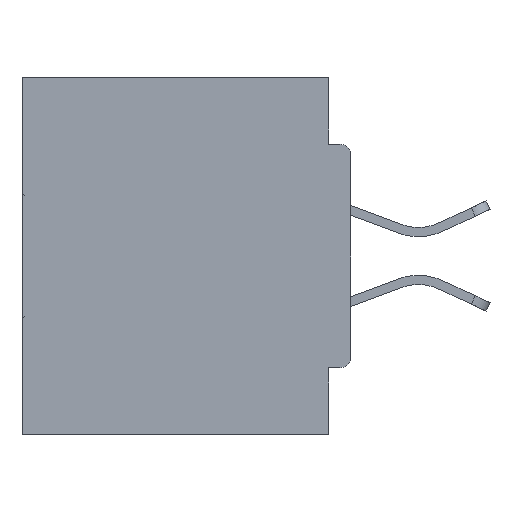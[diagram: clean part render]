
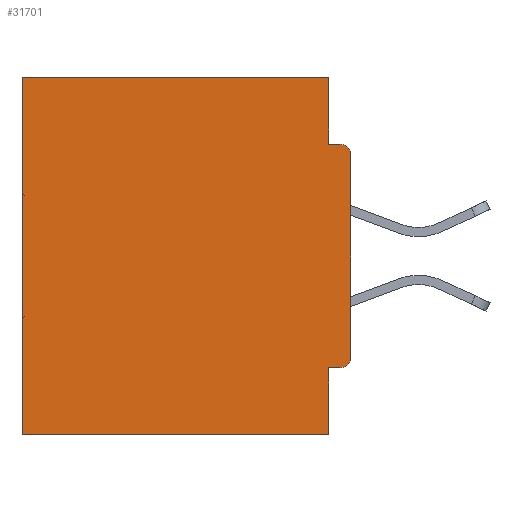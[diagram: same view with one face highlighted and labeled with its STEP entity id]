
A CAD part, left-side view. The second image highlights one B-rep face of the part: STEP entity #31701.
In plain terms, the highlighted planar face has unit normal (-1, 0, 0).
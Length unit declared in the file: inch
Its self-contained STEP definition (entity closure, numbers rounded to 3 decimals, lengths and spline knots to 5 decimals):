
#461 = EDGE_CURVE ( 'NONE', #41145, #36280, #35203, .T. ) ;
#649 = ORIENTED_EDGE ( 'NONE', *, *, #32903, .F. ) ;
#1654 = DIRECTION ( 'NONE',  ( 0., 1., 0. ) ) ;
#2757 = DIRECTION ( 'NONE',  ( -1., 0., 0. ) ) ;
#2916 = DIRECTION ( 'NONE',  ( 0., 0., -1. ) ) ;
#3589 = EDGE_CURVE ( 'NONE', #41446, #11779, #24537, .T. ) ;
#3897 = ORIENTED_EDGE ( 'NONE', *, *, #3589, .T. ) ;
#4696 = LINE ( 'NONE', #23039, #13281 ) ;
#5313 = DIRECTION ( 'NONE',  ( 0., 1., 0. ) ) ;
#5817 = VERTEX_POINT ( 'NONE', #12786 ) ;
#5936 = VECTOR ( 'NONE', #31412, 39.37008 ) ;
#6208 = CARTESIAN_POINT ( 'NONE',  ( 0.298, 0.031, -0.5 ) ) ;
#7227 = EDGE_CURVE ( 'NONE', #41145, #13630, #8651, .T. ) ;
#7501 = CARTESIAN_POINT ( 'NONE',  ( 0.298, 0.015, -0.4065 ) ) ;
#7735 = VERTEX_POINT ( 'NONE', #23399 ) ;
#8340 = VECTOR ( 'NONE', #5313, 39.37008 ) ;
#8651 = CIRCLE ( 'NONE', #11354, 0.015 ) ;
#9225 = ORIENTED_EDGE ( 'NONE', *, *, #28194, .F. ) ;
#9266 = EDGE_CURVE ( 'NONE', #40031, #13925, #33742, .T. ) ;
#9616 = VECTOR ( 'NONE', #22175, 39.37008 ) ;
#9836 = DIRECTION ( 'NONE',  ( 0., -1., 0. ) ) ;
#10104 = ORIENTED_EDGE ( 'NONE', *, *, #461, .F. ) ;
#10680 = VECTOR ( 'NONE', #9836, 39.37008 ) ;
#11307 = CARTESIAN_POINT ( 'NONE',  ( 0.298, 0.46, 0. ) ) ;
#11354 = AXIS2_PLACEMENT_3D ( 'NONE', #34117, #2757, #13548 ) ;
#11779 = VERTEX_POINT ( 'NONE', #12601 ) ;
#11859 = VECTOR ( 'NONE', #2916, 39.37008 ) ;
#11954 = CARTESIAN_POINT ( 'NONE',  ( 0.298, 0., -0.1085 ) ) ;
#12307 = LINE ( 'NONE', #30343, #10680 ) ;
#12601 = CARTESIAN_POINT ( 'NONE',  ( 0.298, 0.015, -0.0935 ) ) ;
#12786 = CARTESIAN_POINT ( 'NONE',  ( 0.298, 0.031, -0.5 ) ) ;
#12943 = LINE ( 'NONE', #6208, #11859 ) ;
#13281 = VECTOR ( 'NONE', #29907, 39.37008 ) ;
#13548 = DIRECTION ( 'NONE',  ( 0., 0., -1. ) ) ;
#13630 = VERTEX_POINT ( 'NONE', #16613 ) ;
#13925 = VERTEX_POINT ( 'NONE', #42548 ) ;
#13984 = CARTESIAN_POINT ( 'NONE',  ( 0.298, 0.46, 0. ) ) ;
#14541 = ORIENTED_EDGE ( 'NONE', *, *, #34309, .T. ) ;
#15032 = LINE ( 'NONE', #21360, #5936 ) ;
#15660 = ORIENTED_EDGE ( 'NONE', *, *, #7227, .T. ) ;
#16613 = CARTESIAN_POINT ( 'NONE',  ( 0.298, 0., -0.3915 ) ) ;
#17549 = ORIENTED_EDGE ( 'NONE', *, *, #43161, .F. ) ;
#18652 = DIRECTION ( 'NONE',  ( -1., 0., 0. ) ) ;
#19000 = CARTESIAN_POINT ( 'NONE',  ( 0.298, 0., 0. ) ) ;
#19465 = CARTESIAN_POINT ( 'NONE',  ( 0.298, 0., 0. ) ) ;
#20132 = EDGE_CURVE ( 'NONE', #36280, #5817, #4696, .T. ) ;
#21360 = CARTESIAN_POINT ( 'NONE',  ( 0.298, 0., 0. ) ) ;
#22175 = DIRECTION ( 'NONE',  ( 0., 0., -1. ) ) ;
#23039 = CARTESIAN_POINT ( 'NONE',  ( 0.298, 0.031, -0.5 ) ) ;
#23399 = CARTESIAN_POINT ( 'NONE',  ( 0.298, 0.031, 0. ) ) ;
#24537 = CIRCLE ( 'NONE', #25558, 0.015 ) ;
#25249 = FACE_OUTER_BOUND ( 'NONE', #39220, .T. ) ;
#25430 = AXIS2_PLACEMENT_3D ( 'NONE', #19465, #33169, #40344 ) ;
#25558 = AXIS2_PLACEMENT_3D ( 'NONE', #39365, #18652, #28690 ) ;
#26393 = ORIENTED_EDGE ( 'NONE', *, *, #9266, .T. ) ;
#26903 = ORIENTED_EDGE ( 'NONE', *, *, #35094, .F. ) ;
#27790 = VECTOR ( 'NONE', #1654, 39.37008 ) ;
#27912 = DIRECTION ( 'NONE',  ( 0., 0., -1. ) ) ;
#28194 = EDGE_CURVE ( 'NONE', #5817, #13925, #43918, .T. ) ;
#28690 = DIRECTION ( 'NONE',  ( 0., 0., -1. ) ) ;
#29907 = DIRECTION ( 'NONE',  ( 0., 0., -1. ) ) ;
#30343 = CARTESIAN_POINT ( 'NONE',  ( 0.298, 0., -0.0935 ) ) ;
#31412 = DIRECTION ( 'NONE',  ( 0., 1., 0. ) ) ;
#31701 = ADVANCED_FACE ( 'NONE', ( #25249 ), #39895, .F. ) ;
#32133 = CARTESIAN_POINT ( 'NONE',  ( 0.298, 0., -0.5 ) ) ;
#32441 = CARTESIAN_POINT ( 'NONE',  ( 0.298, 0.031, -0.4065 ) ) ;
#32903 = EDGE_CURVE ( 'NONE', #7735, #37657, #12943, .T. ) ;
#33169 = DIRECTION ( 'NONE',  ( 1., 0., 0. ) ) ;
#33742 = LINE ( 'NONE', #13984, #35716 ) ;
#34117 = CARTESIAN_POINT ( 'NONE',  ( 0.298, 0.015, -0.3915 ) ) ;
#34309 = EDGE_CURVE ( 'NONE', #7735, #40031, #15032, .T. ) ;
#35094 = EDGE_CURVE ( 'NONE', #41446, #13630, #38564, .T. ) ;
#35203 = LINE ( 'NONE', #35784, #8340 ) ;
#35716 = VECTOR ( 'NONE', #27912, 39.37008 ) ;
#35784 = CARTESIAN_POINT ( 'NONE',  ( 0.298, 0., -0.4065 ) ) ;
#36280 = VERTEX_POINT ( 'NONE', #32441 ) ;
#37452 = ORIENTED_EDGE ( 'NONE', *, *, #20132, .F. ) ;
#37657 = VERTEX_POINT ( 'NONE', #42440 ) ;
#38564 = LINE ( 'NONE', #19000, #9616 ) ;
#39220 = EDGE_LOOP ( 'NONE', ( #3897, #17549, #649, #14541, #26393, #9225, #37452, #10104, #15660, #26903 ) ) ;
#39365 = CARTESIAN_POINT ( 'NONE',  ( 0.298, 0.015, -0.1085 ) ) ;
#39895 = PLANE ( 'NONE',  #25430 ) ;
#40031 = VERTEX_POINT ( 'NONE', #11307 ) ;
#40344 = DIRECTION ( 'NONE',  ( 0., 0., -1. ) ) ;
#41145 = VERTEX_POINT ( 'NONE', #7501 ) ;
#41446 = VERTEX_POINT ( 'NONE', #11954 ) ;
#42440 = CARTESIAN_POINT ( 'NONE',  ( 0.298, 0.031, -0.0935 ) ) ;
#42548 = CARTESIAN_POINT ( 'NONE',  ( 0.298, 0.46, -0.5 ) ) ;
#43161 = EDGE_CURVE ( 'NONE', #37657, #11779, #12307, .T. ) ;
#43918 = LINE ( 'NONE', #32133, #27790 ) ;
